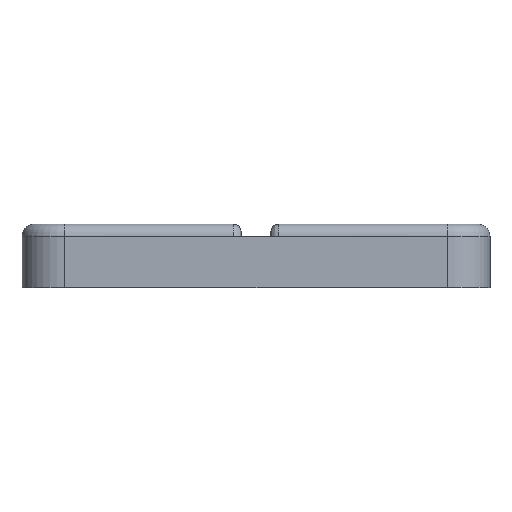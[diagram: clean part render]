
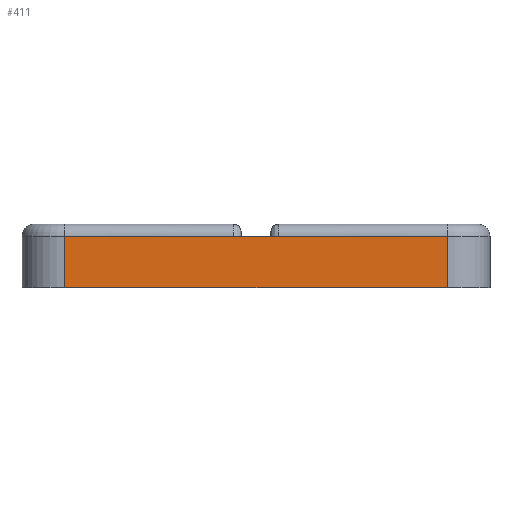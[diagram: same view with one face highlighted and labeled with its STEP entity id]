
A CAD part, left-side view. The second image highlights one B-rep face of the part: STEP entity #411.
In plain terms, the highlighted planar face has unit normal (-1, 0, 0).
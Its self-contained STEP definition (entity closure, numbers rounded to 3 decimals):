
#225=PLANE('',#4601);
#411=ADVANCED_FACE('',(#725),#225,.F.);
#725=FACE_OUTER_BOUND('',#981,.T.);
#981=EDGE_LOOP('',(#2004,#2005,#2006,#2007));
#2004=ORIENTED_EDGE('',*,*,#3321,.T.);
#2005=ORIENTED_EDGE('',*,*,#3341,.F.);
#2006=ORIENTED_EDGE('',*,*,#3333,.T.);
#2007=ORIENTED_EDGE('',*,*,#3342,.T.);
#2806=VERTEX_POINT('',#6989);
#2807=VERTEX_POINT('',#6991);
#2817=VERTEX_POINT('',#7015);
#2818=VERTEX_POINT('',#7017);
#3321=EDGE_CURVE('',#2807,#2806,#3804,.T.);
#3333=EDGE_CURVE('',#2818,#2817,#3813,.T.);
#3341=EDGE_CURVE('',#2818,#2806,#3815,.T.);
#3342=EDGE_CURVE('',#2817,#2807,#3816,.T.);
#3804=LINE('',#6990,#4193);
#3813=LINE('',#7016,#4202);
#3815=LINE('',#7031,#4204);
#3816=LINE('',#7033,#4205);
#4193=VECTOR('',#5472,1.);
#4202=VECTOR('',#5493,1.);
#4204=VECTOR('',#5517,1.);
#4205=VECTOR('',#5520,1.);
#4601=AXIS2_PLACEMENT_3D('',#7034,#5521,#5522);
#5472=DIRECTION('',(0.,1.,0.));
#5493=DIRECTION('',(0.,-1.,0.));
#5517=DIRECTION('',(0.,0.,1.));
#5520=DIRECTION('',(0.,0.,1.));
#5521=DIRECTION('',(1.,0.,0.));
#5522=DIRECTION('',(0.,-1.,0.));
#6989=CARTESIAN_POINT('',(182.46,-5.,-0.5));
#6990=CARTESIAN_POINT('',(182.46,-27.5,-0.5));
#6991=CARTESIAN_POINT('',(182.46,-95.,-0.5));
#7015=CARTESIAN_POINT('',(182.46,-95.,-12.5));
#7016=CARTESIAN_POINT('',(182.46,-26.49,-12.5));
#7017=CARTESIAN_POINT('',(182.46,-5.,-12.5));
#7031=CARTESIAN_POINT('',(182.46,-5.,0.));
#7033=CARTESIAN_POINT('',(182.46,-95.,0.));
#7034=CARTESIAN_POINT('',(182.46,-5.,0.));
